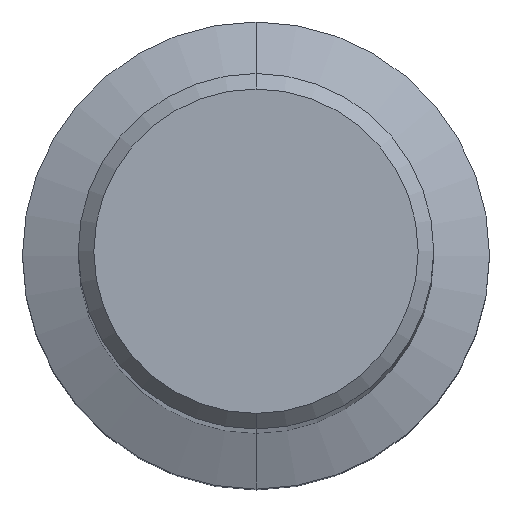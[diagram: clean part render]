
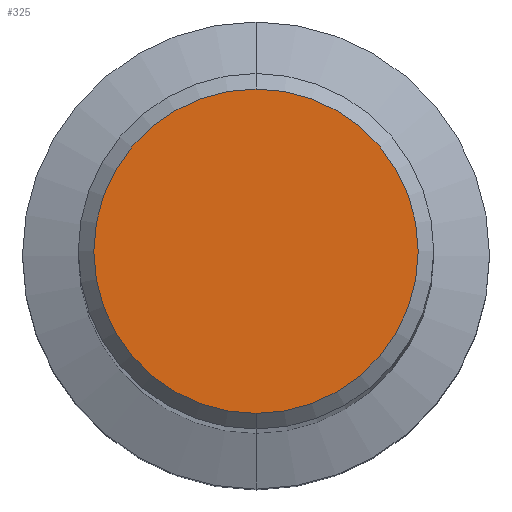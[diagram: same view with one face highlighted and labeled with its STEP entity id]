
A CAD part, top view. The second image highlights one B-rep face of the part: STEP entity #325.
In plain terms, the highlighted planar face has unit normal (0, 0, 1).
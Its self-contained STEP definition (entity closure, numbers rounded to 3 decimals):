
#271=VERTEX_POINT('',#635);
#325=ADVANCED_FACE('',(#697),#698,.T.);
#329=EDGE_CURVE('',#271,#519,#702,.T.);
#385=EDGE_CURVE('',#519,#271,#764,.T.);
#519=VERTEX_POINT('',#908);
#635=CARTESIAN_POINT('',(0.,-6.25,0.0));
#697=FACE_OUTER_BOUND('',#1158,.T.);
#698=PLANE('',#1159);
#702=CIRCLE('',#1164,6.25);
#764=CIRCLE('',#1278,6.25);
#908=CARTESIAN_POINT('',(0.0,6.25,0.0));
#1158=EDGE_LOOP('',(#1895,#1896));
#1159=AXIS2_PLACEMENT_3D('',#1897,#1898,#1899);
#1164=AXIS2_PLACEMENT_3D('',#1900,#1901,#1902);
#1278=AXIS2_PLACEMENT_3D('',#1973,#1974,#1975);
#1895=ORIENTED_EDGE('',*,*,#385,.F.);
#1896=ORIENTED_EDGE('',*,*,#329,.F.);
#1897=CARTESIAN_POINT('',(0.0,3.125,0.0));
#1898=DIRECTION('',(-0.0,0.0,1.0));
#1899=DIRECTION('',(0.0,-1.0,0.0));
#1900=CARTESIAN_POINT('',(0.0,0.0,0.0));
#1901=DIRECTION('',(0.0,0.0,-1.0));
#1902=DIRECTION('',(0.0,1.0,0.0));
#1973=CARTESIAN_POINT('',(0.0,0.0,0.0));
#1974=DIRECTION('',(0.0,0.0,-1.0));
#1975=DIRECTION('',(0.0,1.0,0.0));
